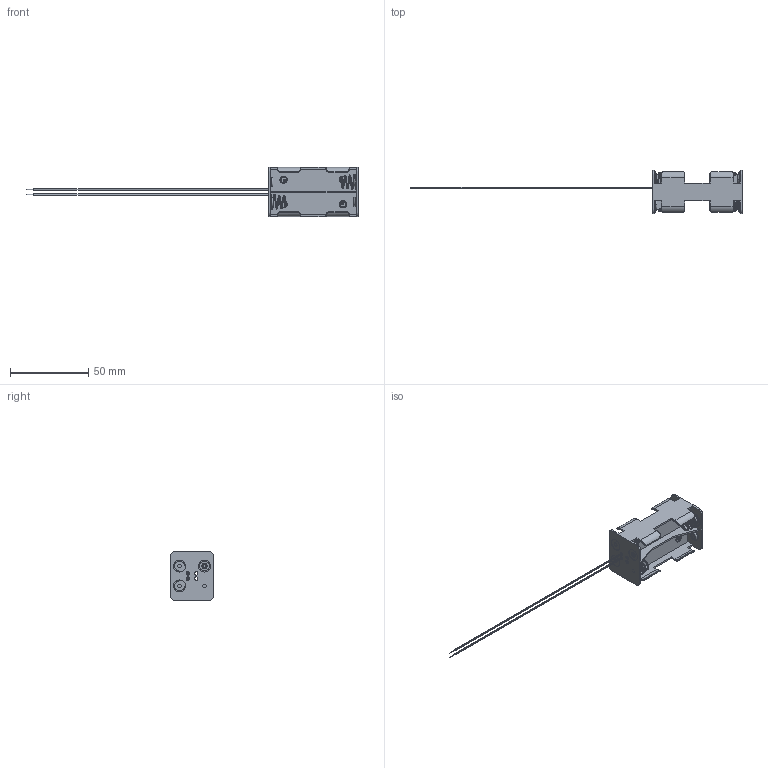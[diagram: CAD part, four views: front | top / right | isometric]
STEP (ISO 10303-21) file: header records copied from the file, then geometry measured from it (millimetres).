
FILE_DESCRIPTION (( 'STEP AP214' ), '1' );
FILE_NAME ('BH24AAW.STEP', '2019-11-19T14:20:36', ( '' ), ( '' ), 'SwSTEP 2.0', 'SolidWorks 2017', '' );
FILE_SCHEMA (( 'AUTOMOTIVE_DESIGN' ));
Length unit declared in the file: millimetre
Products named in the file (1): BH24AAW
Bounding box: 212 x 27.43 x 31.37 mm (x, y, z)
Volume: 10404.5 mm3; surface area: 15547.2 mm2
Topology: 13 solids, 13 shells, 644 faces, 1494 edges, 928 vertices
Faces by surface type: cylinder 256, plane 236, torus 104, bspline 48
Entity records: 30308 total; most frequent: CARTESIAN_POINT 15213, DIRECTION 3318, ORIENTED_EDGE 2988, EDGE_CURVE 1494, AXIS2_PLACEMENT_3D 1321, VERTEX_POINT 928, EDGE_LOOP 724, CIRCLE 724
